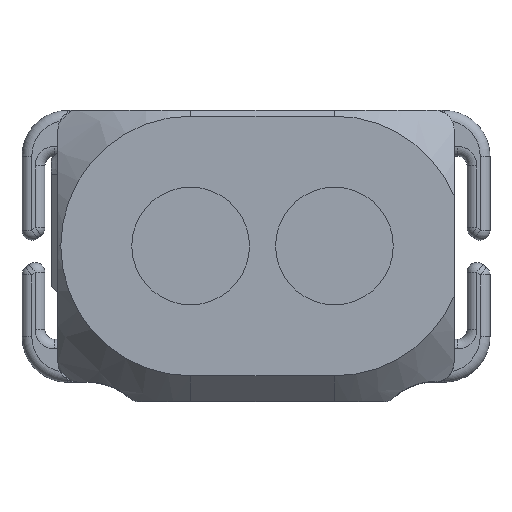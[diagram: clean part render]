
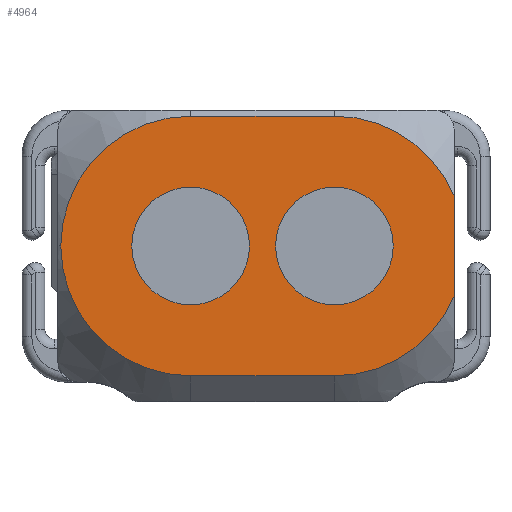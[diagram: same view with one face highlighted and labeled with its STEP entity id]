
A CAD part, top view. The second image highlights one B-rep face of the part: STEP entity #4964.
In plain terms, the highlighted planar face has unit normal (0, 0, 1).
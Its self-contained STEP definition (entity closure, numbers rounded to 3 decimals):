
#86 = CARTESIAN_POINT ( 'NONE',  ( 0., 73.101, 21. ) ) ;
#127 = CARTESIAN_POINT ( 'NONE',  ( 35.169, 73.101, 21. ) ) ;
#224 = EDGE_LOOP ( 'NONE', ( #3276, #6639 ) ) ;
#252 = CARTESIAN_POINT ( 'NONE',  ( 57.169, 53.238, 21. ) ) ;
#400 = CARTESIAN_POINT ( 'NONE',  ( 57.169, 53.238, 21. ) ) ;
#477 = DIRECTION ( 'NONE',  ( 0., 0., 1. ) ) ;
#620 = EDGE_LOOP ( 'NONE', ( #6493, #2689, #6894, #3125, #3653, #5285, #3727 ) ) ;
#708 = CIRCLE ( 'NONE', #3619, 9. ) ;
#714 = FACE_BOUND ( 'NONE', #224, .T. ) ;
#720 = LINE ( 'NONE', #86, #3131 ) ;
#726 = CIRCLE ( 'NONE', #5401, 19.863 ) ;
#737 = DIRECTION ( 'NONE',  ( 1., 0., 0. ) ) ;
#761 = DIRECTION ( 'NONE',  ( 1., 0., 0. ) ) ;
#789 = AXIS2_PLACEMENT_3D ( 'NONE', #6992, #3493, #5901 ) ;
#895 = DIRECTION ( 'NONE',  ( 0., 0., -1. ) ) ;
#1022 = CARTESIAN_POINT ( 'NONE',  ( 35.169, 53.238, 21. ) ) ;
#1030 = AXIS2_PLACEMENT_3D ( 'NONE', #400, #477, #4707 ) ;
#1051 = CARTESIAN_POINT ( 'NONE',  ( 35.169, 53.238, 21. ) ) ;
#1068 = CARTESIAN_POINT ( 'NONE',  ( 57.169, 73.101, 21. ) ) ;
#1080 = EDGE_LOOP ( 'NONE', ( #6240, #3161 ) ) ;
#1235 = DIRECTION ( 'NONE',  ( 0., 0., 1. ) ) ;
#1254 = DIRECTION ( 'NONE',  ( 0., 0., -1. ) ) ;
#1567 = EDGE_CURVE ( 'NONE', #7534, #7071, #2402, .T. ) ;
#1596 = VECTOR ( 'NONE', #5953, 1000. ) ;
#1613 = EDGE_CURVE ( 'NONE', #2777, #2631, #708, .T. ) ;
#1815 = EDGE_CURVE ( 'NONE', #6684, #5643, #720, .T. ) ;
#1871 = CARTESIAN_POINT ( 'NONE',  ( 48.169, 53.238, 21. ) ) ;
#1884 = CARTESIAN_POINT ( 'NONE',  ( 41.367, 33.375, 21. ) ) ;
#1932 = DIRECTION ( 'NONE',  ( 1., 0., 0. ) ) ;
#2182 = AXIS2_PLACEMENT_3D ( 'NONE', #1022, #7388, #3879 ) ;
#2402 = LINE ( 'NONE', #4673, #1596 ) ;
#2432 = CIRCLE ( 'NONE', #3308, 9. ) ;
#2574 = EDGE_CURVE ( 'NONE', #7341, #7071, #5386, .T. ) ;
#2631 = VERTEX_POINT ( 'NONE', #7559 ) ;
#2689 = ORIENTED_EDGE ( 'NONE', *, *, #6333, .T. ) ;
#2704 = PLANE ( 'NONE',  #2182 ) ;
#2777 = VERTEX_POINT ( 'NONE', #5916 ) ;
#2818 = AXIS2_PLACEMENT_3D ( 'NONE', #5745, #6802, #5784 ) ;
#2913 = CARTESIAN_POINT ( 'NONE',  ( 75.469, 45.515, 21. ) ) ;
#2987 = EDGE_CURVE ( 'NONE', #5522, #7341, #3845, .T. ) ;
#2991 = DIRECTION ( 'NONE',  ( 1., 0., 0. ) ) ;
#3125 = ORIENTED_EDGE ( 'NONE', *, *, #5844, .T. ) ;
#3131 = VECTOR ( 'NONE', #4945, 1000. ) ;
#3157 = EDGE_CURVE ( 'NONE', #4104, #5522, #726, .T. ) ;
#3161 = ORIENTED_EDGE ( 'NONE', *, *, #7474, .T. ) ;
#3252 = VECTOR ( 'NONE', #761, 1000. ) ;
#3276 = ORIENTED_EDGE ( 'NONE', *, *, #5385, .T. ) ;
#3308 = AXIS2_PLACEMENT_3D ( 'NONE', #6890, #895, #7451 ) ;
#3493 = DIRECTION ( 'NONE',  ( 0., 0., -1. ) ) ;
#3619 = AXIS2_PLACEMENT_3D ( 'NONE', #1051, #7170, #4830 ) ;
#3653 = ORIENTED_EDGE ( 'NONE', *, *, #3157, .T. ) ;
#3727 = ORIENTED_EDGE ( 'NONE', *, *, #2574, .T. ) ;
#3845 = LINE ( 'NONE', #1884, #3252 ) ;
#3861 = VERTEX_POINT ( 'NONE', #4526 ) ;
#3879 = DIRECTION ( 'NONE',  ( 1., 0., 0. ) ) ;
#4085 = CARTESIAN_POINT ( 'NONE',  ( 35.169, 53.238, 21. ) ) ;
#4104 = VERTEX_POINT ( 'NONE', #7439 ) ;
#4313 = FACE_OUTER_BOUND ( 'NONE', #620, .T. ) ;
#4328 = DIRECTION ( 'NONE',  ( 0., 0., 1. ) ) ;
#4472 = CARTESIAN_POINT ( 'NONE',  ( 57.169, 33.375, 21. ) ) ;
#4526 = CARTESIAN_POINT ( 'NONE',  ( 66.169, 53.238, 21. ) ) ;
#4673 = CARTESIAN_POINT ( 'NONE',  ( 75.469, 0., 21. ) ) ;
#4707 = DIRECTION ( 'NONE',  ( 1., 0., 0. ) ) ;
#4830 = DIRECTION ( 'NONE',  ( 1., 0., 0. ) ) ;
#4945 = DIRECTION ( 'NONE',  ( -1., 0., 0. ) ) ;
#4964 = ADVANCED_FACE ( 'NONE', ( #4313, #6719, #714 ), #2704, .T. ) ;
#5178 = CIRCLE ( 'NONE', #2818, 19.863 ) ;
#5285 = ORIENTED_EDGE ( 'NONE', *, *, #2987, .T. ) ;
#5336 = EDGE_CURVE ( 'NONE', #7648, #3861, #6463, .T. ) ;
#5385 = EDGE_CURVE ( 'NONE', #3861, #7648, #2432, .T. ) ;
#5386 = CIRCLE ( 'NONE', #6136, 19.863 ) ;
#5401 = AXIS2_PLACEMENT_3D ( 'NONE', #4085, #1235, #2991 ) ;
#5522 = VERTEX_POINT ( 'NONE', #5878 ) ;
#5643 = VERTEX_POINT ( 'NONE', #127 ) ;
#5745 = CARTESIAN_POINT ( 'NONE',  ( 35.169, 53.238, 21. ) ) ;
#5784 = DIRECTION ( 'NONE',  ( 1., 0., 0. ) ) ;
#5844 = EDGE_CURVE ( 'NONE', #5643, #4104, #5178, .T. ) ;
#5878 = CARTESIAN_POINT ( 'NONE',  ( 35.169, 33.375, 21. ) ) ;
#5901 = DIRECTION ( 'NONE',  ( 1., 0., 0. ) ) ;
#5916 = CARTESIAN_POINT ( 'NONE',  ( 44.169, 53.238, 21. ) ) ;
#5953 = DIRECTION ( 'NONE',  ( 0., -1., 0. ) ) ;
#6136 = AXIS2_PLACEMENT_3D ( 'NONE', #252, #4328, #1932 ) ;
#6156 = CARTESIAN_POINT ( 'NONE',  ( 57.169, 53.238, 21. ) ) ;
#6220 = CIRCLE ( 'NONE', #789, 9. ) ;
#6240 = ORIENTED_EDGE ( 'NONE', *, *, #1613, .T. ) ;
#6333 = EDGE_CURVE ( 'NONE', #7534, #6684, #6457, .T. ) ;
#6457 = CIRCLE ( 'NONE', #1030, 19.863 ) ;
#6463 = CIRCLE ( 'NONE', #6959, 9. ) ;
#6493 = ORIENTED_EDGE ( 'NONE', *, *, #1567, .F. ) ;
#6639 = ORIENTED_EDGE ( 'NONE', *, *, #5336, .T. ) ;
#6684 = VERTEX_POINT ( 'NONE', #1068 ) ;
#6719 = FACE_BOUND ( 'NONE', #1080, .T. ) ;
#6802 = DIRECTION ( 'NONE',  ( 0., 0., 1. ) ) ;
#6890 = CARTESIAN_POINT ( 'NONE',  ( 57.169, 53.238, 21. ) ) ;
#6894 = ORIENTED_EDGE ( 'NONE', *, *, #1815, .T. ) ;
#6959 = AXIS2_PLACEMENT_3D ( 'NONE', #6156, #1254, #737 ) ;
#6992 = CARTESIAN_POINT ( 'NONE',  ( 35.169, 53.238, 21. ) ) ;
#7071 = VERTEX_POINT ( 'NONE', #2913 ) ;
#7170 = DIRECTION ( 'NONE',  ( 0., 0., -1. ) ) ;
#7235 = CARTESIAN_POINT ( 'NONE',  ( 75.469, 60.961, 21. ) ) ;
#7341 = VERTEX_POINT ( 'NONE', #4472 ) ;
#7388 = DIRECTION ( 'NONE',  ( 0., 0., 1. ) ) ;
#7439 = CARTESIAN_POINT ( 'NONE',  ( 15.306, 53.238, 21. ) ) ;
#7451 = DIRECTION ( 'NONE',  ( 1., 0., 0. ) ) ;
#7474 = EDGE_CURVE ( 'NONE', #2631, #2777, #6220, .T. ) ;
#7534 = VERTEX_POINT ( 'NONE', #7235 ) ;
#7559 = CARTESIAN_POINT ( 'NONE',  ( 26.169, 53.238, 21. ) ) ;
#7648 = VERTEX_POINT ( 'NONE', #1871 ) ;
